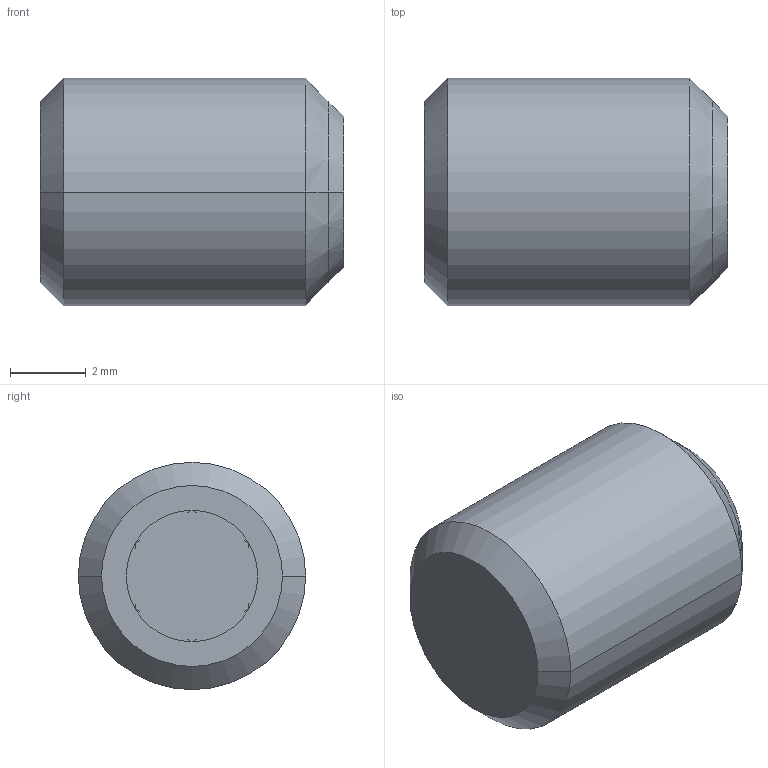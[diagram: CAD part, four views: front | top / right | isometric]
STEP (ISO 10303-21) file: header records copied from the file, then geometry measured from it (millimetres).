
FILE_DESCRIPTION((''),'2;1');
FILE_NAME('300-BOSSARD_BN617_VIS_M6X8','2024-02-03T19:15:32',('lucie'),('INSA'),'CREO PARAMETRIC BY PTC INC, 2022014','CREO PARAMETRIC BY PTC INC, 2022014','');
FILE_SCHEMA(('CONFIG_CONTROL_DESIGN'));
Length unit declared in the file: millimetre
Products named in the file (1): 300-BOSSARD_BN617_VIS_M6X8
Bounding box: 8 x 6 x 6 mm (x, y, z)
Volume: 185.1 mm3; surface area: 374.6 mm2
Topology: 1 solids, 2 shells, 35 faces, 66 edges, 35 vertices
Faces by surface type: plane 17, cone 12, cylinder 6
Entity records: 934 total; most frequent: CARTESIAN_POINT 195, DIRECTION 158, ORIENTED_EDGE 128, AXIS2_PLACEMENT_3D 64, EDGE_CURVE 64, EDGE_LOOP 37, VERTEX_POINT 35, FACE_OUTER_BOUND 35
